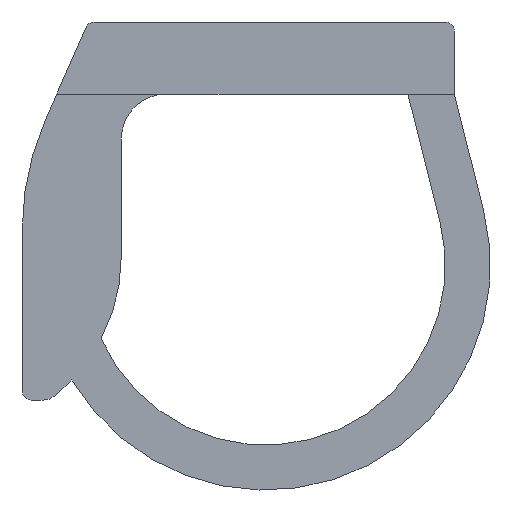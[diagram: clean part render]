
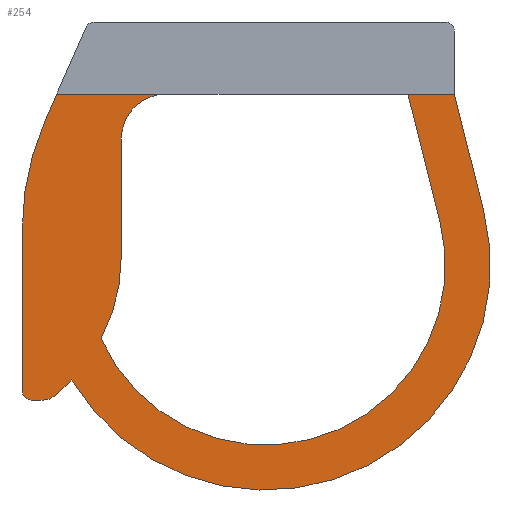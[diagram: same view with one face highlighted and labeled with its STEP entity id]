
A CAD part, front view. The second image highlights one B-rep face of the part: STEP entity #254.
In plain terms, the highlighted planar face has unit normal (0, -1, 0).
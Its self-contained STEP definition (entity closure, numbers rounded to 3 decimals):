
#131=AXIS2_PLACEMENT_3D('Plane Axis2P3D',#128,#129,#130) ;
#149=AXIS2_PLACEMENT_3D('Circle Axis2P3D',#147,#148,$) ;
#156=AXIS2_PLACEMENT_3D('Circle Axis2P3D',#154,#155,$) ;
#170=AXIS2_PLACEMENT_3D('Circle Axis2P3D',#168,#169,$) ;
#191=AXIS2_PLACEMENT_3D('Circle Axis2P3D',#189,#190,$) ;
#205=AXIS2_PLACEMENT_3D('Circle Axis2P3D',#203,#204,$) ;
#219=AXIS2_PLACEMENT_3D('Circle Axis2P3D',#217,#218,$) ;
#226=AXIS2_PLACEMENT_3D('Circle Axis2P3D',#224,#225,$) ;
#233=AXIS2_PLACEMENT_3D('Circle Axis2P3D',#231,#232,$) ;
#93=CARTESIAN_POINT('Line Origine',(4.962,4.5,3.755)) ;
#97=CARTESIAN_POINT('Vertex',(4.8,4.5,4.4)) ;
#99=CARTESIAN_POINT('Vertex',(5.124,4.5,3.11)) ;
#128=CARTESIAN_POINT('Axis2P3D Location',(2.7,4.5,5.2)) ;
#133=CARTESIAN_POINT('Line Origine',(4.542,4.5,4.4)) ;
#137=CARTESIAN_POINT('Vertex',(4.284,4.5,4.4)) ;
#140=CARTESIAN_POINT('Line Origine',(4.462,4.5,3.694)) ;
#144=CARTESIAN_POINT('Vertex',(4.64,4.5,2.988)) ;
#147=CARTESIAN_POINT('Axis2P3D Location',(2.7,4.5,2.5)) ;
#151=CARTESIAN_POINT('Vertex',(0.876,4.5,1.68)) ;
#154=CARTESIAN_POINT('Axis2P3D Location',(-0.9,4.5,2.6)) ;
#158=CARTESIAN_POINT('Vertex',(1.1,4.5,2.6)) ;
#161=CARTESIAN_POINT('Line Origine',(1.1,4.5,3.25)) ;
#165=CARTESIAN_POINT('Vertex',(1.1,4.5,3.9)) ;
#168=CARTESIAN_POINT('Axis2P3D Location',(1.6,4.5,3.9)) ;
#172=CARTESIAN_POINT('Vertex',(1.6,4.5,4.4)) ;
#175=CARTESIAN_POINT('Line Origine',(0.991,4.5,4.4)) ;
#179=CARTESIAN_POINT('Vertex',(0.383,4.5,4.4)) ;
#182=CARTESIAN_POINT('Line Origine',(0.318,4.5,4.254)) ;
#186=CARTESIAN_POINT('Vertex',(0.254,4.5,4.109)) ;
#189=CARTESIAN_POINT('Axis2P3D Location',(3.,4.5,2.9)) ;
#193=CARTESIAN_POINT('Vertex',(0.,4.5,2.9)) ;
#196=CARTESIAN_POINT('Line Origine',(0.,4.5,2.)) ;
#200=CARTESIAN_POINT('Vertex',(0.,4.5,1.1)) ;
#203=CARTESIAN_POINT('Axis2P3D Location',(0.1,4.5,1.1)) ;
#207=CARTESIAN_POINT('Vertex',(0.1,4.5,1.)) ;
#210=CARTESIAN_POINT('Line Origine',(0.166,4.5,1.)) ;
#214=CARTESIAN_POINT('Vertex',(0.231,4.5,1.)) ;
#217=CARTESIAN_POINT('Axis2P3D Location',(0.231,4.5,1.2)) ;
#221=CARTESIAN_POINT('Vertex',(0.357,4.5,1.044)) ;
#224=CARTESIAN_POINT('Axis2P3D Location',(-0.9,4.5,2.6)) ;
#228=CARTESIAN_POINT('Vertex',(0.551,4.5,1.223)) ;
#231=CARTESIAN_POINT('Axis2P3D Location',(2.7,4.5,2.5)) ;
#94=DIRECTION('Vector Direction',(-0.244,0.,0.97)) ;
#129=DIRECTION('Axis2P3D Direction',(0.,1.,0.)) ;
#130=DIRECTION('Axis2P3D XDirection',(-1.,0.,0.)) ;
#134=DIRECTION('Vector Direction',(-1.,0.,0.)) ;
#141=DIRECTION('Vector Direction',(-0.244,0.,0.97)) ;
#148=DIRECTION('Axis2P3D Direction',(0.,1.,0.)) ;
#155=DIRECTION('Axis2P3D Direction',(0.,1.,0.)) ;
#162=DIRECTION('Vector Direction',(0.,0.,1.)) ;
#169=DIRECTION('Axis2P3D Direction',(0.,1.,0.)) ;
#176=DIRECTION('Vector Direction',(-1.,0.,0.)) ;
#183=DIRECTION('Vector Direction',(-0.403,0.,-0.915)) ;
#190=DIRECTION('Axis2P3D Direction',(0.,1.,0.)) ;
#197=DIRECTION('Vector Direction',(0.,0.,1.)) ;
#204=DIRECTION('Axis2P3D Direction',(0.,1.,0.)) ;
#211=DIRECTION('Vector Direction',(-1.,0.,0.)) ;
#218=DIRECTION('Axis2P3D Direction',(0.,1.,0.)) ;
#225=DIRECTION('Axis2P3D Direction',(0.,1.,0.)) ;
#232=DIRECTION('Axis2P3D Direction',(0.,1.,0.)) ;
#95=VECTOR('Line Direction',#94,1.) ;
#135=VECTOR('Line Direction',#134,1.) ;
#142=VECTOR('Line Direction',#141,1.) ;
#163=VECTOR('Line Direction',#162,1.) ;
#177=VECTOR('Line Direction',#176,1.) ;
#184=VECTOR('Line Direction',#183,1.) ;
#198=VECTOR('Line Direction',#197,1.) ;
#212=VECTOR('Line Direction',#211,1.) ;
#237=ORIENTED_EDGE('',*,*,#139,.T.) ;
#238=ORIENTED_EDGE('',*,*,#146,.F.) ;
#239=ORIENTED_EDGE('',*,*,#153,.F.) ;
#240=ORIENTED_EDGE('',*,*,#160,.F.) ;
#241=ORIENTED_EDGE('',*,*,#167,.F.) ;
#242=ORIENTED_EDGE('',*,*,#174,.F.) ;
#243=ORIENTED_EDGE('',*,*,#181,.T.) ;
#244=ORIENTED_EDGE('',*,*,#188,.F.) ;
#245=ORIENTED_EDGE('',*,*,#195,.F.) ;
#246=ORIENTED_EDGE('',*,*,#202,.F.) ;
#247=ORIENTED_EDGE('',*,*,#209,.F.) ;
#248=ORIENTED_EDGE('',*,*,#216,.F.) ;
#249=ORIENTED_EDGE('',*,*,#223,.F.) ;
#250=ORIENTED_EDGE('',*,*,#230,.F.) ;
#251=ORIENTED_EDGE('',*,*,#235,.F.) ;
#252=ORIENTED_EDGE('',*,*,#101,.F.) ;
#254=ADVANCED_FACE('S3D - gedreht',(#253),#132,.F.) ;
#150=CIRCLE('generated circle',#149,2.) ;
#157=CIRCLE('generated circle',#156,2.) ;
#171=CIRCLE('generated circle',#170,0.5) ;
#192=CIRCLE('generated circle',#191,3.) ;
#206=CIRCLE('generated circle',#205,0.1) ;
#220=CIRCLE('generated circle',#219,0.2) ;
#227=CIRCLE('generated circle',#226,2.) ;
#234=CIRCLE('generated circle',#233,2.5) ;
#101=EDGE_CURVE('',#98,#100,#96,.F.) ;
#139=EDGE_CURVE('',#98,#138,#136,.T.) ;
#146=EDGE_CURVE('',#145,#138,#143,.T.) ;
#153=EDGE_CURVE('',#152,#145,#150,.F.) ;
#160=EDGE_CURVE('',#159,#152,#157,.T.) ;
#167=EDGE_CURVE('',#166,#159,#164,.F.) ;
#174=EDGE_CURVE('',#173,#166,#171,.F.) ;
#181=EDGE_CURVE('',#173,#180,#178,.T.) ;
#188=EDGE_CURVE('',#187,#180,#185,.F.) ;
#195=EDGE_CURVE('',#194,#187,#192,.T.) ;
#202=EDGE_CURVE('',#201,#194,#199,.T.) ;
#209=EDGE_CURVE('',#208,#201,#206,.T.) ;
#216=EDGE_CURVE('',#215,#208,#213,.T.) ;
#223=EDGE_CURVE('',#222,#215,#220,.T.) ;
#230=EDGE_CURVE('',#229,#222,#227,.T.) ;
#235=EDGE_CURVE('',#100,#229,#234,.T.) ;
#236=EDGE_LOOP('',(#237,#238,#239,#240,#241,#242,#243,#244,#245,#246,#247,#248,#249,#250,#251,#252)) ;
#253=FACE_OUTER_BOUND('',#236,.T.) ;
#96=LINE('Line',#93,#95) ;
#136=LINE('Line',#133,#135) ;
#143=LINE('Line',#140,#142) ;
#164=LINE('Line',#161,#163) ;
#178=LINE('Line',#175,#177) ;
#185=LINE('Line',#182,#184) ;
#199=LINE('Line',#196,#198) ;
#213=LINE('Line',#210,#212) ;
#132=PLANE('',#131) ;
#98=VERTEX_POINT('',#97) ;
#100=VERTEX_POINT('',#99) ;
#138=VERTEX_POINT('',#137) ;
#145=VERTEX_POINT('',#144) ;
#152=VERTEX_POINT('',#151) ;
#159=VERTEX_POINT('',#158) ;
#166=VERTEX_POINT('',#165) ;
#173=VERTEX_POINT('',#172) ;
#180=VERTEX_POINT('',#179) ;
#187=VERTEX_POINT('',#186) ;
#194=VERTEX_POINT('',#193) ;
#201=VERTEX_POINT('',#200) ;
#208=VERTEX_POINT('',#207) ;
#215=VERTEX_POINT('',#214) ;
#222=VERTEX_POINT('',#221) ;
#229=VERTEX_POINT('',#228) ;
